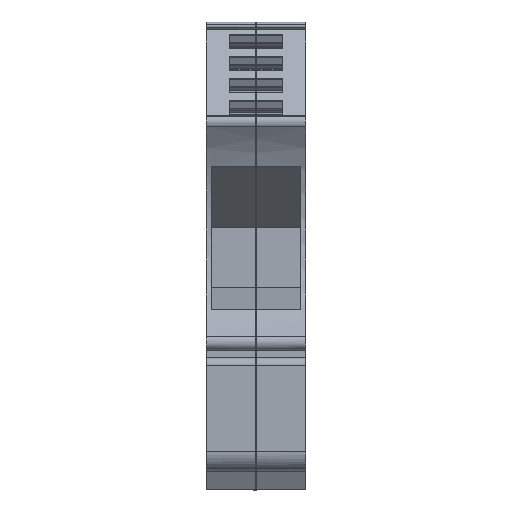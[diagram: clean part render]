
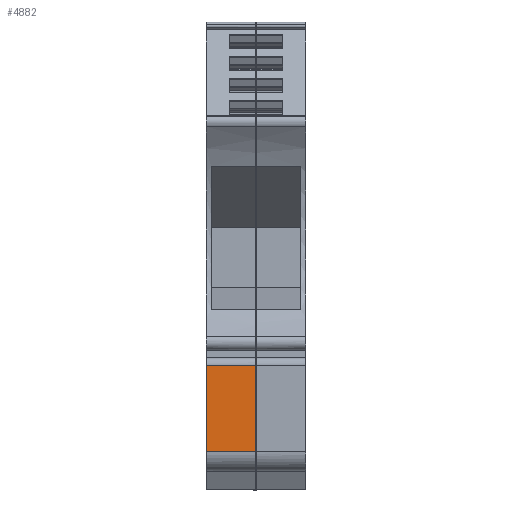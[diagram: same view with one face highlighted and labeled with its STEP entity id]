
A CAD part, front view. The second image highlights one B-rep face of the part: STEP entity #4882.
In plain terms, the highlighted planar face has unit normal (0, -1, 0).
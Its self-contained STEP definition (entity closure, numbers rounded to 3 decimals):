
#4862=AXIS2_PLACEMENT_3D('Plane Axis2P3D',#4859,#4860,#4861) ;
#1179=CARTESIAN_POINT('Vertex',(4.9,0.,12.4)) ;
#1182=CARTESIAN_POINT('Line Origine',(4.9,0.,23.25)) ;
#1186=CARTESIAN_POINT('Vertex',(4.9,0.,3.796)) ;
#4839=CARTESIAN_POINT('Line Origine',(2.475,0.,3.796)) ;
#4843=CARTESIAN_POINT('Vertex',(0.,0.,3.796)) ;
#4859=CARTESIAN_POINT('Axis2P3D Location',(0.,0.,3.796)) ;
#4864=CARTESIAN_POINT('Line Origine',(2.45,0.,12.4)) ;
#4868=CARTESIAN_POINT('Vertex',(0.,0.,12.4)) ;
#4871=CARTESIAN_POINT('Line Origine',(0.,0.,8.098)) ;
#1183=DIRECTION('Vector Direction',(0.,0.,1.)) ;
#4840=DIRECTION('Vector Direction',(1.,0.,0.)) ;
#4860=DIRECTION('Axis2P3D Direction',(0.,1.,0.)) ;
#4861=DIRECTION('Axis2P3D XDirection',(0.,0.,1.)) ;
#4865=DIRECTION('Vector Direction',(1.,0.,0.)) ;
#4872=DIRECTION('Vector Direction',(0.,0.,1.)) ;
#1184=VECTOR('Line Direction',#1183,1.) ;
#4841=VECTOR('Line Direction',#4840,1.) ;
#4866=VECTOR('Line Direction',#4865,1.) ;
#4873=VECTOR('Line Direction',#4872,1.) ;
#4877=ORIENTED_EDGE('',*,*,#1188,.T.) ;
#4878=ORIENTED_EDGE('',*,*,#4870,.F.) ;
#4879=ORIENTED_EDGE('',*,*,#4875,.F.) ;
#4880=ORIENTED_EDGE('',*,*,#4845,.F.) ;
#4882=ADVANCED_FACE('Hauptk\X2\00F6\X0\rper',(#4881),#4863,.F.) ;
#1188=EDGE_CURVE('',#1187,#1180,#1185,.T.) ;
#4845=EDGE_CURVE('',#1187,#4844,#4842,.F.) ;
#4870=EDGE_CURVE('',#4869,#1180,#4867,.T.) ;
#4875=EDGE_CURVE('',#4844,#4869,#4874,.T.) ;
#4876=EDGE_LOOP('',(#4877,#4878,#4879,#4880)) ;
#4881=FACE_OUTER_BOUND('',#4876,.T.) ;
#1185=LINE('Line',#1182,#1184) ;
#4842=LINE('Line',#4839,#4841) ;
#4867=LINE('Line',#4864,#4866) ;
#4874=LINE('Line',#4871,#4873) ;
#4863=PLANE('',#4862) ;
#1180=VERTEX_POINT('',#1179) ;
#1187=VERTEX_POINT('',#1186) ;
#4844=VERTEX_POINT('',#4843) ;
#4869=VERTEX_POINT('',#4868) ;
